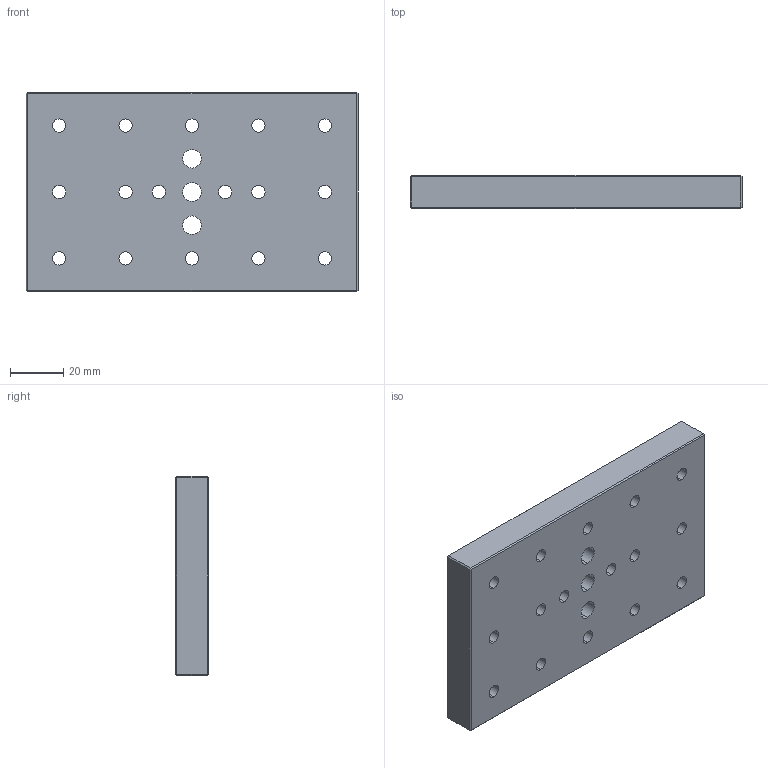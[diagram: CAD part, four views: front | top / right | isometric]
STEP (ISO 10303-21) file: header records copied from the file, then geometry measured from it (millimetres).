
FILE_DESCRIPTION (( 'STEP AP203' ), '1' );
FILE_NAME ('BP-12.STEP', '2022-07-20T08:37:12', ( '' ), ( '' ), 'SwSTEP 2.0', 'SolidWorks 2021', '' );
FILE_SCHEMA (( 'CONFIG_CONTROL_DESIGN' ));
Length unit declared in the file: millimetre
Products named in the file (1): BP-12
Bounding box: 125 x 12.5 x 75 mm (x, y, z)
Volume: 110558.1 mm3; surface area: 26863.4 mm2
Topology: 1 solids, 1 shells, 73 faces, 188 edges, 120 vertices
Faces by surface type: cylinder 44, plane 29
Entity records: 2395 total; most frequent: DIRECTION 424, CARTESIAN_POINT 382, ORIENTED_EDGE 376, EDGE_CURVE 188, AXIS2_PLACEMENT_3D 162, VERTEX_POINT 120, EDGE_LOOP 114, LINE 100
